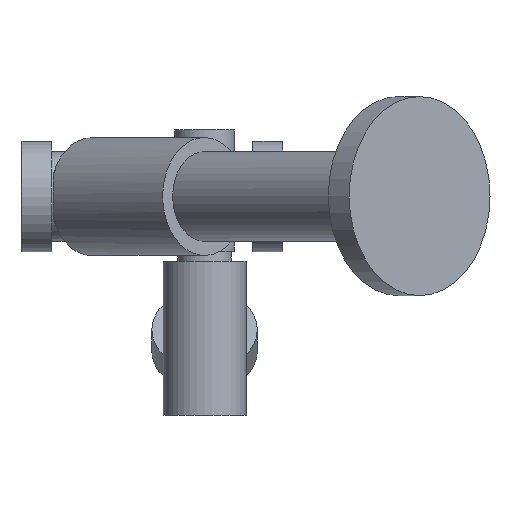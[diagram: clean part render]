
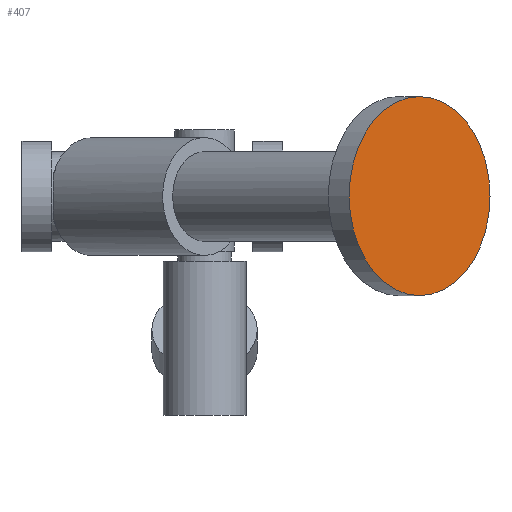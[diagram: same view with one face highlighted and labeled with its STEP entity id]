
A CAD part, top view. The second image highlights one B-rep face of the part: STEP entity #407.
In plain terms, the highlighted planar face has unit normal (0.707, 0, 0.707).
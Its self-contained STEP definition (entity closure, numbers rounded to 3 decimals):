
#27=PLANE('',#473);
#110=ORIENTED_EDGE('',*,*,#180,.T.);
#180=EDGE_CURVE('',#221,#221,#249,.T.);
#221=VERTEX_POINT('',#793);
#249=CIRCLE('',#471,30.);
#289=EDGE_LOOP('',(#110));
#349=FACE_BOUND('',#289,.T.);
#407=ADVANCED_FACE('',(#349),#27,.T.);
#471=AXIS2_PLACEMENT_3D('',#792,#568,#569);
#473=AXIS2_PLACEMENT_3D('',#796,#572,#573);
#568=DIRECTION('',(0.707,0.,0.707));
#569=DIRECTION('',(0.707,0.,-0.707));
#572=DIRECTION('',(0.707,0.,0.707));
#573=DIRECTION('',(0.707,0.,-0.707));
#792=CARTESIAN_POINT('',(80.537,0.,98.787));
#793=CARTESIAN_POINT('',(101.75,0.,77.574));
#796=CARTESIAN_POINT('',(80.537,0.,98.787));
